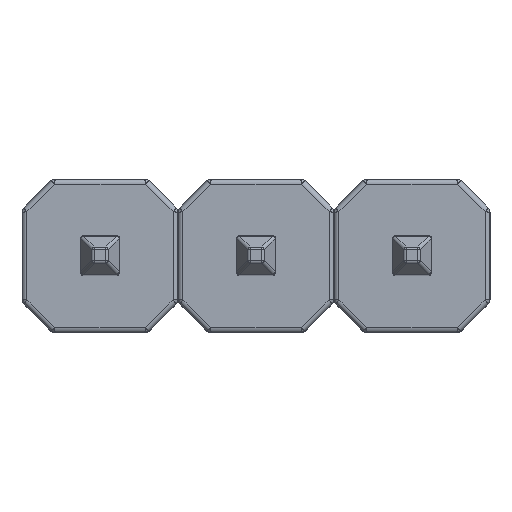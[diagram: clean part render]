
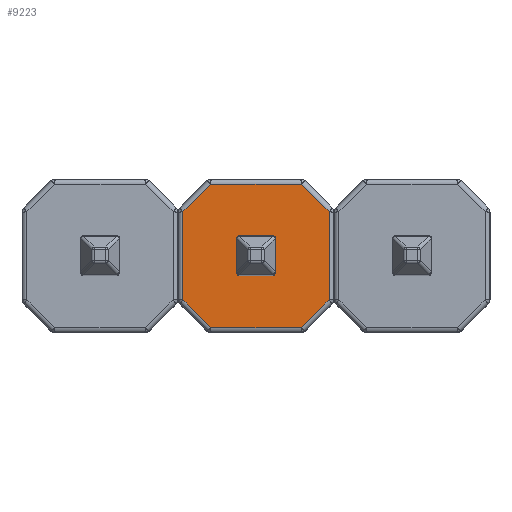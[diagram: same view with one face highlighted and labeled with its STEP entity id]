
A CAD part, top view. The second image highlights one B-rep face of the part: STEP entity #9223.
In plain terms, the highlighted planar face has unit normal (0, 0, 1).
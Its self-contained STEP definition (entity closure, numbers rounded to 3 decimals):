
#398 = EDGE_LOOP ( 'NONE', ( #7469, #3264, #12317, #9244, #12359, #977, #4414, #1622 ) ) ;
#745 = CARTESIAN_POINT ( 'NONE',  ( 2.54, 1.17, 2.5 ) ) ;
#977 = ORIENTED_EDGE ( 'NONE', *, *, #12017, .T. ) ;
#1063 = DIRECTION ( 'NONE',  ( 1., 0., 0. ) ) ;
#1178 = LINE ( 'NONE', #10525, #15380 ) ;
#1234 = PLANE ( 'NONE',  #11918 ) ;
#1424 = EDGE_CURVE ( 'NONE', #3511, #2194, #15259, .T. ) ;
#1622 = ORIENTED_EDGE ( 'NONE', *, *, #16399, .T. ) ;
#2194 = VERTEX_POINT ( 'NONE', #13017 ) ;
#2498 = DIRECTION ( 'NONE',  ( 0., 0., 1. ) ) ;
#2546 = EDGE_CURVE ( 'NONE', #2194, #6222, #7719, .T. ) ;
#2918 = DIRECTION ( 'NONE',  ( 0.707, -0.707, 0. ) ) ;
#3264 = ORIENTED_EDGE ( 'NONE', *, *, #16148, .T. ) ;
#3511 = VERTEX_POINT ( 'NONE', #14666 ) ;
#3905 = EDGE_CURVE ( 'NONE', #6222, #9670, #8588, .T. ) ;
#4052 = DIRECTION ( 'NONE',  ( -0.707, -0.707, 0. ) ) ;
#4205 = CARTESIAN_POINT ( 'NONE',  ( 1.35, -0.717, 2.5 ) ) ;
#4414 = ORIENTED_EDGE ( 'NONE', *, *, #7742, .T. ) ;
#6129 = DIRECTION ( 'NONE',  ( 0., -1., 0. ) ) ;
#6222 = VERTEX_POINT ( 'NONE', #8757 ) ;
#6296 = CARTESIAN_POINT ( 'NONE',  ( 3.277, 1.17, 2.5 ) ) ;
#6581 = CARTESIAN_POINT ( 'NONE',  ( 2.54, 0., 2.5 ) ) ;
#6631 = VECTOR ( 'NONE', #1063, 1000. ) ;
#6644 = VECTOR ( 'NONE', #8918, 1000. ) ;
#6723 = CARTESIAN_POINT ( 'NONE',  ( 1.35, 0.717, 2.5 ) ) ;
#7192 = LINE ( 'NONE', #745, #16475 ) ;
#7403 = LINE ( 'NONE', #9870, #11434 ) ;
#7469 = ORIENTED_EDGE ( 'NONE', *, *, #12969, .T. ) ;
#7516 = CARTESIAN_POINT ( 'NONE',  ( 2.54, -1.17, 2.5 ) ) ;
#7719 = LINE ( 'NONE', #13926, #6644 ) ;
#7742 = EDGE_CURVE ( 'NONE', #10649, #8288, #7192, .T. ) ;
#7777 = DIRECTION ( 'NONE',  ( 1., 0., 0. ) ) ;
#7801 = CARTESIAN_POINT ( 'NONE',  ( 1.35, -0.717, 2.5 ) ) ;
#8288 = VERTEX_POINT ( 'NONE', #15976 ) ;
#8356 = VERTEX_POINT ( 'NONE', #7801 ) ;
#8588 = LINE ( 'NONE', #13772, #11838 ) ;
#8757 = CARTESIAN_POINT ( 'NONE',  ( 3.73, -0.717, 2.5 ) ) ;
#8918 = DIRECTION ( 'NONE',  ( 0.707, 0.707, 0. ) ) ;
#8981 = VECTOR ( 'NONE', #12769, 1000. ) ;
#9121 = LINE ( 'NONE', #14393, #8981 ) ;
#9223 = ADVANCED_FACE ( 'NONE', ( #10409 ), #1234, .T. ) ;
#9244 = ORIENTED_EDGE ( 'NONE', *, *, #2546, .T. ) ;
#9670 = VERTEX_POINT ( 'NONE', #14800 ) ;
#9870 = CARTESIAN_POINT ( 'NONE',  ( 1.35, 0., 2.5 ) ) ;
#10409 = FACE_OUTER_BOUND ( 'NONE', #398, .T. ) ;
#10525 = CARTESIAN_POINT ( 'NONE',  ( 1.803, 1.17, 2.5 ) ) ;
#10649 = VERTEX_POINT ( 'NONE', #6296 ) ;
#10671 = LINE ( 'NONE', #4205, #15921 ) ;
#11434 = VECTOR ( 'NONE', #6129, 1000. ) ;
#11838 = VECTOR ( 'NONE', #16579, 1000. ) ;
#11918 = AXIS2_PLACEMENT_3D ( 'NONE', #6581, #2498, #7777 ) ;
#12017 = EDGE_CURVE ( 'NONE', #9670, #10649, #9121, .T. ) ;
#12317 = ORIENTED_EDGE ( 'NONE', *, *, #1424, .T. ) ;
#12359 = ORIENTED_EDGE ( 'NONE', *, *, #3905, .T. ) ;
#12769 = DIRECTION ( 'NONE',  ( -0.707, 0.707, 0. ) ) ;
#12969 = EDGE_CURVE ( 'NONE', #16759, #8356, #7403, .T. ) ;
#13017 = CARTESIAN_POINT ( 'NONE',  ( 3.277, -1.17, 2.5 ) ) ;
#13772 = CARTESIAN_POINT ( 'NONE',  ( 3.73, 0., 2.5 ) ) ;
#13926 = CARTESIAN_POINT ( 'NONE',  ( 3.277, -1.17, 2.5 ) ) ;
#14393 = CARTESIAN_POINT ( 'NONE',  ( 3.73, 0.717, 2.5 ) ) ;
#14666 = CARTESIAN_POINT ( 'NONE',  ( 1.803, -1.17, 2.5 ) ) ;
#14800 = CARTESIAN_POINT ( 'NONE',  ( 3.73, 0.717, 2.5 ) ) ;
#15259 = LINE ( 'NONE', #7516, #6631 ) ;
#15380 = VECTOR ( 'NONE', #4052, 1000. ) ;
#15921 = VECTOR ( 'NONE', #2918, 1000. ) ;
#15976 = CARTESIAN_POINT ( 'NONE',  ( 1.803, 1.17, 2.5 ) ) ;
#16148 = EDGE_CURVE ( 'NONE', #8356, #3511, #10671, .T. ) ;
#16296 = DIRECTION ( 'NONE',  ( -1., 0., 0. ) ) ;
#16399 = EDGE_CURVE ( 'NONE', #8288, #16759, #1178, .T. ) ;
#16475 = VECTOR ( 'NONE', #16296, 1000. ) ;
#16579 = DIRECTION ( 'NONE',  ( 0., 1., 0. ) ) ;
#16759 = VERTEX_POINT ( 'NONE', #6723 ) ;
